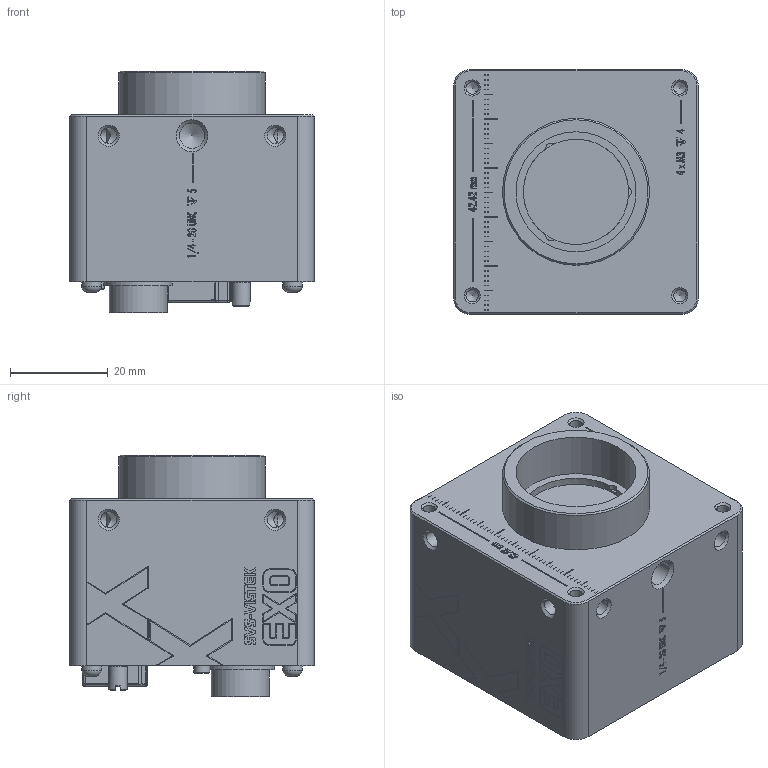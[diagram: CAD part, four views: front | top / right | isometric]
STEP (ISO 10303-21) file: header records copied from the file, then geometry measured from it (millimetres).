
FILE_DESCRIPTION (( 'STEP AP214' ), '1' );
FILE_NAME ('F002149-01001 EXO304MGE POE.STEP', '2021-11-03T10:23:35', ( '' ), ( '' ), 'SwSTEP 2.0', 'SolidWorks 2021', '' );
FILE_SCHEMA (( 'AUTOMOTIVE_DESIGN' ));
Length unit declared in the file: millimetre
Products named in the file (12): E002640-02001 Filterhalter C-Mount Sternform mit Elox und Gleitlack; E010288-00000 Gigabit-Ethernet Jack MOD-YSJ88D03C+; IMX304 Body mit Glaswegskompensierung; Sensor IMX304 mit Glaswegskomp und Lötspalt; E002972-01001 Rückplatte EXO GE POE; E002081-01001 Connector HRS10A-12R-12PB; E002563-02001 EXO Frontplatte IMX mit Laserbeschriftung_Step; N000061-00000 Schraube M2x12 Torx ISO14583_M2x12; E002082 Lichtleiter Mentor 1282.2000; E004000-01001 Filter IR-Cut 680nm d24; IMX304 Glas 07; F002149-01001 EXO304MGE POE
Assembly tree (14 placements, depth 3):
  F002149-01001 EXO304MGE POE
    E002972-01001 Rückplatte EXO GE POE
    E002563-02001 EXO Frontplatte IMX mit Laserbeschriftung_Step
    Sensor IMX304 mit Glaswegskomp und Lötspalt
      IMX304 Body mit Glaswegskompensierung
      IMX304 Glas 07
    E004000-01001 Filter IR-Cut 680nm d24
    E002640-02001 Filterhalter C-Mount Sternform mit Elox und Gleitlack
    E002081-01001 Connector HRS10A-12R-12PB
    E002082 Lichtleiter Mentor 1282.2000
    N000061-00000 Schraube M2x12 Torx ISO14583_M2x12  x4
    E010288-00000 Gigabit-Ethernet Jack MOD-YSJ88D03C+
Bounding box: 50 x 50 x 49.27 mm (x, y, z)
Volume: 33418.9 mm3; surface area: 34400.6 mm2
Topology: 40 solids, 40 shells, 3718 faces, 10120 edges, 6675 vertices
Faces by surface type: plane 2293, bspline 826, cylinder 493, cone 88, sphere 12, torus 6
Full cylindrical faces by diameter (mm): 0.8 x36, 1 x12, 1.5 x4, 1.6 x6, 2 x9, 2.1 x4, 2.2 x8, 2.5 x4, 2.8 x1, 2.85 x1, 3.2 x1, 3.3 x8, 3.8 x2, 4 x4, 5.105 x1, 9 x1, 10.3 x1, 11 x1, 11.5 x1, 11.8 x1, 14 x2, 21 x1, 21.5 x1, 24 x1, 24.5 x1, 25.4 x1, 30 x1
Entity records: 149136 total; most frequent: CARTESIAN_POINT 34100, ORIENTED_EDGE 19208, DIRECTION 13983, EDGE_CURVE 9604, VECTOR 6931, LINE 6931, VERTEX_POINT 6439, EDGE_LOOP 4129
